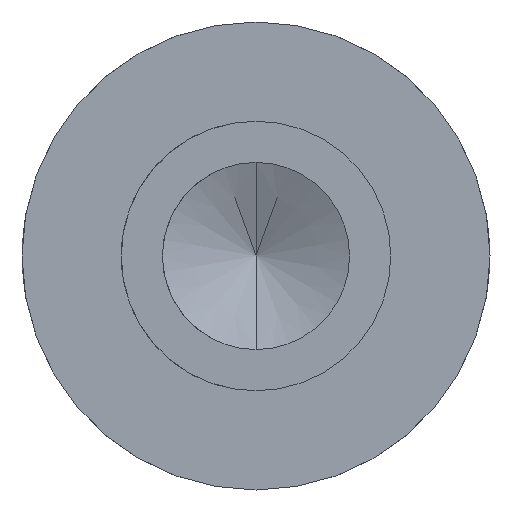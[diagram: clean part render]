
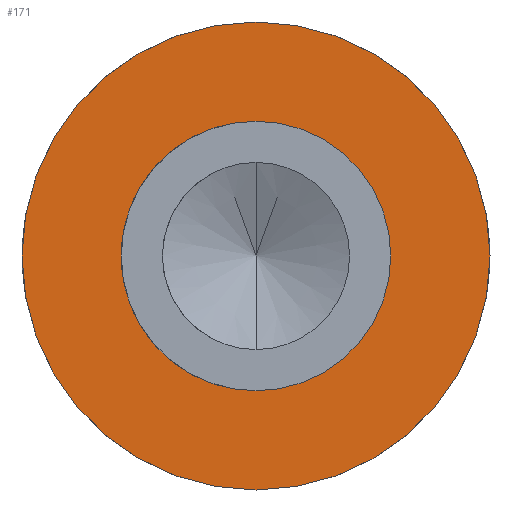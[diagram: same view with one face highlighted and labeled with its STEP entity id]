
A CAD part, front view. The second image highlights one B-rep face of the part: STEP entity #171.
In plain terms, the highlighted planar face has unit normal (0, -1, 0).
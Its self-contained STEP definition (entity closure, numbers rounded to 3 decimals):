
#34 = EDGE_LOOP ( 'NONE', ( #623, #625 ) ) ;
#42 = EDGE_CURVE ( 'NONE', #413, #461, #427, .T. ) ;
#57 = FACE_BOUND ( 'NONE', #426, .T. ) ;
#58 = CARTESIAN_POINT ( 'NONE',  ( 0., 0., 1.587 ) ) ;
#66 = DIRECTION ( 'NONE',  ( 0., 0., 1. ) ) ;
#78 = DIRECTION ( 'NONE',  ( 0., 1., 0. ) ) ;
#83 = AXIS2_PLACEMENT_3D ( 'NONE', #659, #656, #649 ) ;
#85 = CARTESIAN_POINT ( 'NONE',  ( 0., 0., 0. ) ) ;
#86 = DIRECTION ( 'NONE',  ( 0., 1., 0. ) ) ;
#120 = AXIS2_PLACEMENT_3D ( 'NONE', #532, #86, #599 ) ;
#131 = AXIS2_PLACEMENT_3D ( 'NONE', #85, #78, #66 ) ;
#162 = CIRCLE ( 'NONE', #131, 1.587 ) ;
#171 = ADVANCED_FACE ( 'NONE', ( #57, #646 ), #451, .T. ) ;
#185 = AXIS2_PLACEMENT_3D ( 'NONE', #471, #447, #443 ) ;
#211 = CARTESIAN_POINT ( 'NONE',  ( 0., 0., -1.587 ) ) ;
#227 = AXIS2_PLACEMENT_3D ( 'NONE', #772, #768, #764 ) ;
#254 = EDGE_CURVE ( 'NONE', #461, #413, #162, .T. ) ;
#292 = ORIENTED_EDGE ( 'NONE', *, *, #606, .T. ) ;
#323 = EDGE_CURVE ( 'NONE', #349, #507, #826, .T. ) ;
#339 = CIRCLE ( 'NONE', #120, 0.914 ) ;
#349 = VERTEX_POINT ( 'NONE', #582 ) ;
#413 = VERTEX_POINT ( 'NONE', #211 ) ;
#426 = EDGE_LOOP ( 'NONE', ( #891, #292 ) ) ;
#427 = CIRCLE ( 'NONE', #227, 1.587 ) ;
#443 = DIRECTION ( 'NONE',  ( 0., 0., -1. ) ) ;
#447 = DIRECTION ( 'NONE',  ( 0., -1., 0. ) ) ;
#451 = PLANE ( 'NONE',  #185 ) ;
#461 = VERTEX_POINT ( 'NONE', #58 ) ;
#471 = CARTESIAN_POINT ( 'NONE',  ( -1.587, 0., 0. ) ) ;
#507 = VERTEX_POINT ( 'NONE', #528 ) ;
#528 = CARTESIAN_POINT ( 'NONE',  ( 0., 0., -0.914 ) ) ;
#532 = CARTESIAN_POINT ( 'NONE',  ( 0., 0., 0. ) ) ;
#582 = CARTESIAN_POINT ( 'NONE',  ( 0., 0., 0.914 ) ) ;
#599 = DIRECTION ( 'NONE',  ( 0., 0., 1. ) ) ;
#606 = EDGE_CURVE ( 'NONE', #507, #349, #339, .T. ) ;
#623 = ORIENTED_EDGE ( 'NONE', *, *, #254, .F. ) ;
#625 = ORIENTED_EDGE ( 'NONE', *, *, #42, .F. ) ;
#646 = FACE_OUTER_BOUND ( 'NONE', #34, .T. ) ;
#649 = DIRECTION ( 'NONE',  ( 0., 0., 1. ) ) ;
#656 = DIRECTION ( 'NONE',  ( 0., 1., 0. ) ) ;
#659 = CARTESIAN_POINT ( 'NONE',  ( 0., 0., 0. ) ) ;
#764 = DIRECTION ( 'NONE',  ( 0., 0., 1. ) ) ;
#768 = DIRECTION ( 'NONE',  ( 0., 1., 0. ) ) ;
#772 = CARTESIAN_POINT ( 'NONE',  ( 0., 0., 0. ) ) ;
#826 = CIRCLE ( 'NONE', #83, 0.914 ) ;
#891 = ORIENTED_EDGE ( 'NONE', *, *, #323, .T. ) ;
